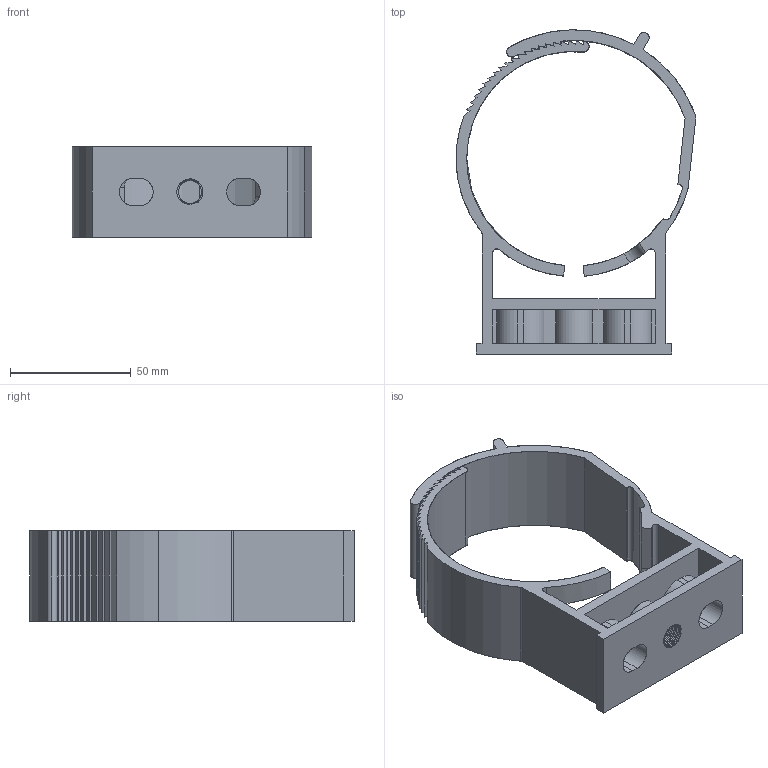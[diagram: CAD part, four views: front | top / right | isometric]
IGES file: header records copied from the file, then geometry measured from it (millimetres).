
Start section: SolidWorks IGES file using analytic representation for surfaces
Global section: file name: Snap-N-Rod 79-93-HS.IGS; native system: SolidWorks 2013; preprocessor: SolidWorks 2013; author: Russ; date: 150710.094615; units: inch
Bounding box: 99.49 x 134.48 x 37.47 mm (x, y, z)
Surface area: 48941.4 mm2 (no closed solid volume)
Topology: 0 solids, 0 shells, 210 faces, 2827 edges, 2827 vertices
Faces by surface type: revolution 107, bspline 103
